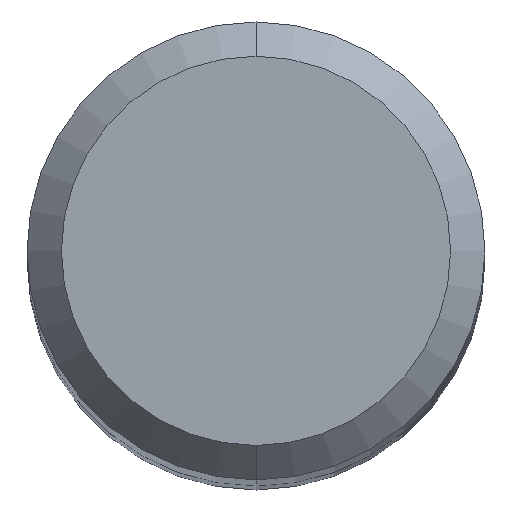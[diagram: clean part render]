
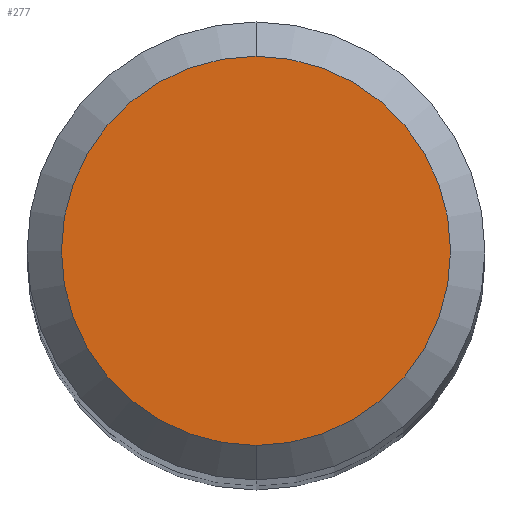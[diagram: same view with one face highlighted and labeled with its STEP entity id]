
A CAD part, top view. The second image highlights one B-rep face of the part: STEP entity #277.
In plain terms, the highlighted planar face has unit normal (0, 0, 1).
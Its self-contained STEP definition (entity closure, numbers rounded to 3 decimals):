
#277=ADVANCED_FACE('',(#552),#553,.T.);
#281=EDGE_CURVE('',#327,#339,#558,.T.);
#285=EDGE_CURVE('',#339,#327,#562,.T.);
#327=VERTEX_POINT('',#606);
#339=VERTEX_POINT('',#618);
#552=FACE_OUTER_BOUND('',#1002,.T.);
#553=PLANE('',#1003);
#558=CIRCLE('',#1009,1.7);
#562=CIRCLE('',#1015,1.7);
#606=CARTESIAN_POINT('',(0.,-1.7,28.0));
#618=CARTESIAN_POINT('',(0.0,1.7,28.0));
#1002=EDGE_LOOP('',(#1465,#1466));
#1003=AXIS2_PLACEMENT_3D('',#1467,#1468,#1469);
#1009=AXIS2_PLACEMENT_3D('',#1478,#1479,#1480);
#1015=AXIS2_PLACEMENT_3D('',#1484,#1485,#1486);
#1465=ORIENTED_EDGE('',*,*,#285,.F.);
#1466=ORIENTED_EDGE('',*,*,#281,.F.);
#1467=CARTESIAN_POINT('',(0.0,0.85,28.0));
#1468=DIRECTION('',(-0.0,0.0,1.0));
#1469=DIRECTION('',(0.0,-1.0,0.0));
#1478=CARTESIAN_POINT('',(0.0,0.0,28.0));
#1479=DIRECTION('',(0.0,0.0,-1.0));
#1480=DIRECTION('',(0.0,1.0,0.0));
#1484=CARTESIAN_POINT('',(0.0,0.0,28.0));
#1485=DIRECTION('',(0.0,0.0,-1.0));
#1486=DIRECTION('',(0.0,1.0,0.0));
